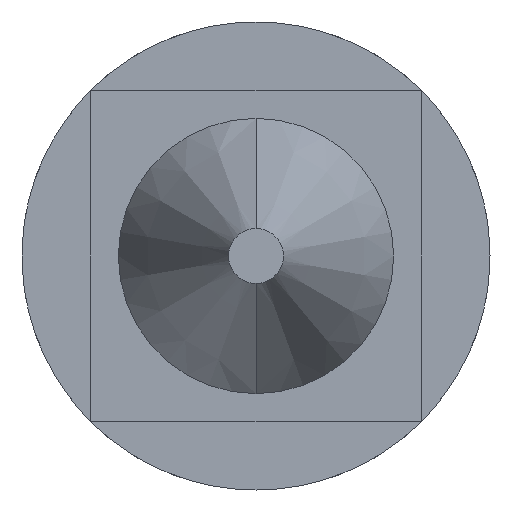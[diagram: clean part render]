
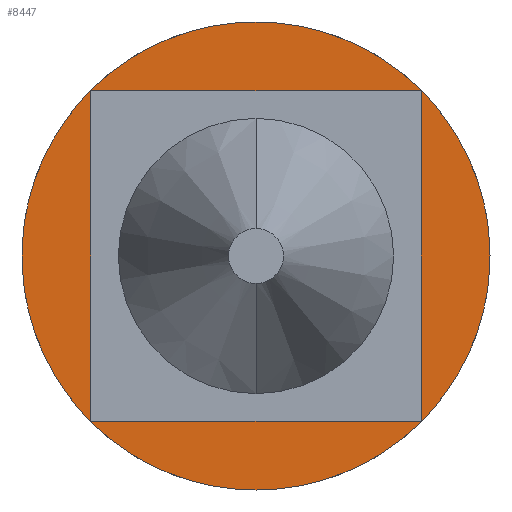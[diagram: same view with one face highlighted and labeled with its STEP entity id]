
A CAD part, front view. The second image highlights one B-rep face of the part: STEP entity #8447.
In plain terms, the highlighted planar face has unit normal (0, -1, 0).
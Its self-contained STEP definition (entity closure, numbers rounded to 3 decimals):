
#207 = DIRECTION ( 'NONE',  ( 0., 0., 1. ) ) ;
#271 = AXIS2_PLACEMENT_3D ( 'NONE', #2344, #7320, #207 ) ;
#312 = VERTEX_POINT ( 'NONE', #7821 ) ;
#504 = AXIS2_PLACEMENT_3D ( 'NONE', #9065, #5654, #5596 ) ;
#604 = VERTEX_POINT ( 'NONE', #2692 ) ;
#627 = DIRECTION ( 'NONE',  ( 0., 0., 1. ) ) ;
#718 = VECTOR ( 'NONE', #2353, 1000. ) ;
#781 = ORIENTED_EDGE ( 'NONE', *, *, #7135, .F. ) ;
#800 = VECTOR ( 'NONE', #8182, 1000. ) ;
#919 = ORIENTED_EDGE ( 'NONE', *, *, #5312, .T. ) ;
#1344 = ORIENTED_EDGE ( 'NONE', *, *, #8992, .F. ) ;
#1583 = FACE_OUTER_BOUND ( 'NONE', #4185, .T. ) ;
#1800 = ORIENTED_EDGE ( 'NONE', *, *, #4272, .T. ) ;
#2294 = CARTESIAN_POINT ( 'NONE',  ( -30., 50., 30. ) ) ;
#2321 = CARTESIAN_POINT ( 'NONE',  ( -30., 50., -30. ) ) ;
#2344 = CARTESIAN_POINT ( 'NONE',  ( 0., 50., 0. ) ) ;
#2353 = DIRECTION ( 'NONE',  ( -1., 0., 0. ) ) ;
#2608 = LINE ( 'NONE', #7403, #4154 ) ;
#2692 = CARTESIAN_POINT ( 'NONE',  ( 0., 50., 42.5 ) ) ;
#2731 = EDGE_LOOP ( 'NONE', ( #9040, #919, #6858, #1800 ) ) ;
#2995 = CARTESIAN_POINT ( 'NONE',  ( -30., 50., -30. ) ) ;
#3095 = EDGE_CURVE ( 'NONE', #7401, #5798, #7065, .T. ) ;
#3334 = PLANE ( 'NONE',  #6291 ) ;
#3998 = CIRCLE ( 'NONE', #504, 42.5 ) ;
#4053 = VERTEX_POINT ( 'NONE', #7603 ) ;
#4117 = FACE_BOUND ( 'NONE', #2731, .T. ) ;
#4154 = VECTOR ( 'NONE', #6784, 1000. ) ;
#4185 = EDGE_LOOP ( 'NONE', ( #1344, #781 ) ) ;
#4272 = EDGE_CURVE ( 'NONE', #5798, #7833, #4313, .T. ) ;
#4313 = LINE ( 'NONE', #5256, #800 ) ;
#4854 = DIRECTION ( 'NONE',  ( 0., 1., 0. ) ) ;
#4871 = CARTESIAN_POINT ( 'NONE',  ( 30., 50., -30. ) ) ;
#5245 = VECTOR ( 'NONE', #6453, 1000. ) ;
#5256 = CARTESIAN_POINT ( 'NONE',  ( -30., 50., -30. ) ) ;
#5312 = EDGE_CURVE ( 'NONE', #312, #7401, #2608, .T. ) ;
#5487 = CARTESIAN_POINT ( 'NONE',  ( 0., 50., 0. ) ) ;
#5596 = DIRECTION ( 'NONE',  ( 0., 0., 1. ) ) ;
#5654 = DIRECTION ( 'NONE',  ( 0., 1., 0. ) ) ;
#5669 = EDGE_CURVE ( 'NONE', #7833, #312, #7093, .T. ) ;
#5798 = VERTEX_POINT ( 'NONE', #2995 ) ;
#6291 = AXIS2_PLACEMENT_3D ( 'NONE', #5487, #4854, #627 ) ;
#6366 = CARTESIAN_POINT ( 'NONE',  ( -30., 50., 30. ) ) ;
#6420 = CIRCLE ( 'NONE', #271, 42.5 ) ;
#6453 = DIRECTION ( 'NONE',  ( 1., 0., 0. ) ) ;
#6784 = DIRECTION ( 'NONE',  ( 0., 0., -1. ) ) ;
#6858 = ORIENTED_EDGE ( 'NONE', *, *, #3095, .T. ) ;
#7065 = LINE ( 'NONE', #2321, #718 ) ;
#7093 = LINE ( 'NONE', #6366, #5245 ) ;
#7135 = EDGE_CURVE ( 'NONE', #604, #4053, #6420, .T. ) ;
#7320 = DIRECTION ( 'NONE',  ( 0., 1., 0. ) ) ;
#7401 = VERTEX_POINT ( 'NONE', #4871 ) ;
#7403 = CARTESIAN_POINT ( 'NONE',  ( 30., 50., -30. ) ) ;
#7603 = CARTESIAN_POINT ( 'NONE',  ( 0., 50., -42.5 ) ) ;
#7821 = CARTESIAN_POINT ( 'NONE',  ( 30., 50., 30. ) ) ;
#7833 = VERTEX_POINT ( 'NONE', #2294 ) ;
#8182 = DIRECTION ( 'NONE',  ( 0., 0., 1. ) ) ;
#8447 = ADVANCED_FACE ( 'NONE', ( #1583, #4117 ), #3334, .F. ) ;
#8992 = EDGE_CURVE ( 'NONE', #4053, #604, #3998, .T. ) ;
#9040 = ORIENTED_EDGE ( 'NONE', *, *, #5669, .T. ) ;
#9065 = CARTESIAN_POINT ( 'NONE',  ( 0., 50., 0. ) ) ;
